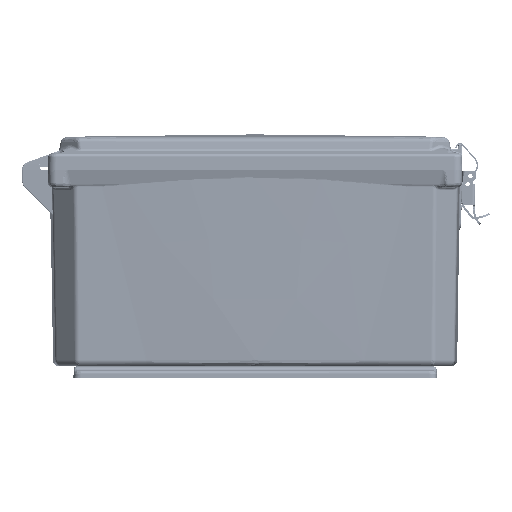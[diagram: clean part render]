
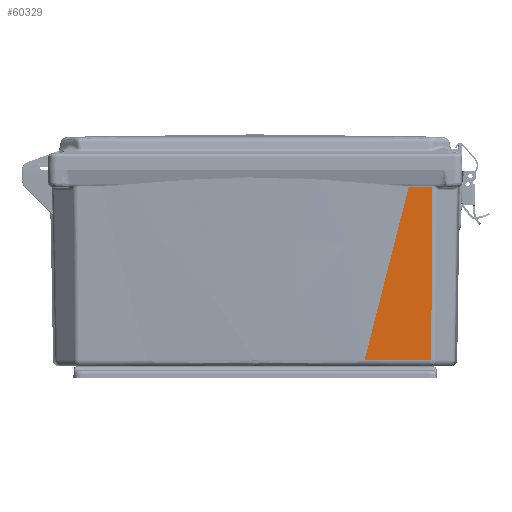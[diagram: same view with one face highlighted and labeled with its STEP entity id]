
A CAD part, front view. The second image highlights one B-rep face of the part: STEP entity #60329.
In plain terms, the highlighted face is planar.
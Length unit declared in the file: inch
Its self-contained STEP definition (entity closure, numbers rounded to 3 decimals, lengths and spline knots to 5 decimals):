
#1305 = EDGE_CURVE ( 'NONE', #14631, #61331, #34180, .T. ) ;
#1941 = DIRECTION ( 'NONE',  ( -0.017, -1., 0. ) ) ;
#2342 = AXIS2_PLACEMENT_3D ( 'NONE', #35132, #1941, #20232 ) ;
#5312 = DIRECTION ( 'NONE',  ( 0., 0., 1. ) ) ;
#6525 = CARTESIAN_POINT ( 'NONE',  ( -0.50592, -7.15617, -5.37952 ) ) ;
#7620 = LINE ( 'NONE', #75271, #169567 ) ;
#9868 = CARTESIAN_POINT ( 'NONE',  ( -5.77332, -7.06423, -3.32044 ) ) ;
#10601 = CARTESIAN_POINT ( 'NONE',  ( -5.77332, -7.06423, -5.34143 ) ) ;
#10754 = EDGE_CURVE ( 'NONE', #179819, #99072, #7620, .T. ) ;
#14631 = VERTEX_POINT ( 'NONE', #56070 ) ;
#16089 = EDGE_LOOP ( 'NONE', ( #120079, #35550, #63839, #112318 ) ) ;
#17214 = B_SPLINE_CURVE_WITH_KNOTS ( 'NONE', 3,
 ( #178843, #51443, #130687, #197048 ),
 .UNSPECIFIED., .F., .F.,
 ( 4, 4 ),
 ( 0., 1. ),
 .UNSPECIFIED. ) ;
#19552 = PLANE ( 'NONE',  #2342 ) ;
#20232 = DIRECTION ( 'NONE',  ( 1., -0.017, 0. ) ) ;
#34180 = LINE ( 'NONE', #90701, #74720 ) ;
#35132 = CARTESIAN_POINT ( 'NONE',  ( 0., -7.165, 6.74752 ) ) ;
#35550 = ORIENTED_EDGE ( 'NONE', *, *, #10754, .T. ) ;
#47062 = LINE ( 'NONE', #10601, #102633 ) ;
#51443 = CARTESIAN_POINT ( 'NONE',  ( -2.55774, -7.12035, -4.14121 ) ) ;
#56070 = CARTESIAN_POINT ( 'NONE',  ( -5.77332, -7.06423, -5.34143 ) ) ;
#58630 = DIRECTION ( 'NONE',  ( 1., -0.017, -0.007 ) ) ;
#60329 = ADVANCED_FACE ( 'NONE', ( #135516 ), #19552, .T. ) ;
#61331 = VERTEX_POINT ( 'NONE', #9868 ) ;
#63839 = ORIENTED_EDGE ( 'NONE', *, *, #163345, .T. ) ;
#74720 = VECTOR ( 'NONE', #203705, 39.37008 ) ;
#75271 = CARTESIAN_POINT ( 'NONE',  ( -0.50592, -7.15617, 6.74752 ) ) ;
#90701 = CARTESIAN_POINT ( 'NONE',  ( -5.77332, -7.06423, 10.7888 ) ) ;
#99072 = VERTEX_POINT ( 'NONE', #109505 ) ;
#102633 = VECTOR ( 'NONE', #58630, 39.37008 ) ;
#109505 = CARTESIAN_POINT ( 'NONE',  ( -0.50592, -7.15617, -4.66613 ) ) ;
#112318 = ORIENTED_EDGE ( 'NONE', *, *, #1305, .F. ) ;
#120079 = ORIENTED_EDGE ( 'NONE', *, *, #173621, .T. ) ;
#130687 = CARTESIAN_POINT ( 'NONE',  ( -4.31354, -7.08971, -3.69265 ) ) ;
#135516 = FACE_OUTER_BOUND ( 'NONE', #16089, .T. ) ;
#163345 = EDGE_CURVE ( 'NONE', #99072, #61331, #17214, .T. ) ;
#169567 = VECTOR ( 'NONE', #5312, 39.37008 ) ;
#173621 = EDGE_CURVE ( 'NONE', #14631, #179819, #47062, .T. ) ;
#178843 = CARTESIAN_POINT ( 'NONE',  ( -0.50592, -7.15617, -4.66613 ) ) ;
#179819 = VERTEX_POINT ( 'NONE', #6525 ) ;
#197048 = CARTESIAN_POINT ( 'NONE',  ( -5.77332, -7.06423, -3.32044 ) ) ;
#203705 = DIRECTION ( 'NONE',  ( 0., 0., 1. ) ) ;
